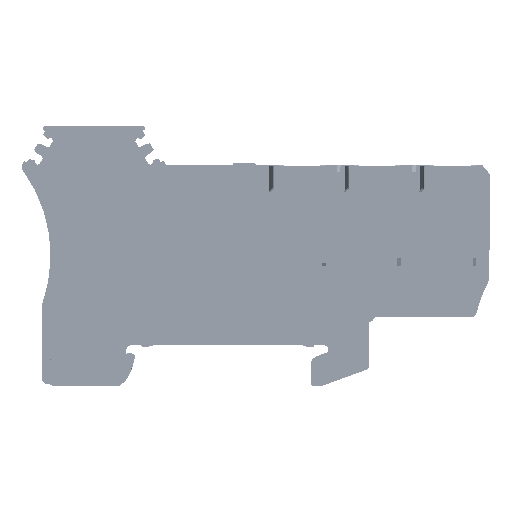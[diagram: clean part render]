
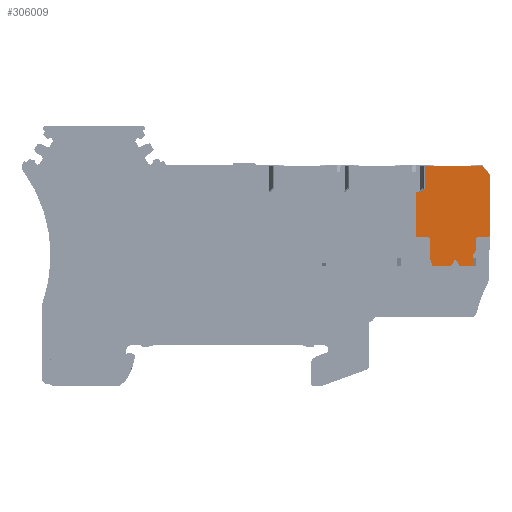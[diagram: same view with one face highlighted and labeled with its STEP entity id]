
A CAD part, left-side view. The second image highlights one B-rep face of the part: STEP entity #306009.
In plain terms, the highlighted planar face has unit normal (-1, 0, 0).
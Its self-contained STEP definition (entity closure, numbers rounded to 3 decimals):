
#303841=AXIS2_PLACEMENT_3D('Circle Axis2P3D',#303839,#303840,$) ;
#304713=AXIS2_PLACEMENT_3D('Circle Axis2P3D',#304711,#304712,$) ;
#304751=AXIS2_PLACEMENT_3D('Circle Axis2P3D',#304749,#304750,$) ;
#304782=AXIS2_PLACEMENT_3D('Circle Axis2P3D',#304780,#304781,$) ;
#304820=AXIS2_PLACEMENT_3D('Circle Axis2P3D',#304818,#304819,$) ;
#305945=AXIS2_PLACEMENT_3D('Plane Axis2P3D',#305942,#305943,#305944) ;
#305949=AXIS2_PLACEMENT_3D('Circle Axis2P3D',#305947,#305948,$) ;
#305963=AXIS2_PLACEMENT_3D('Circle Axis2P3D',#305961,#305962,$) ;
#303709=CARTESIAN_POINT('Vertex',(0.,3.,20.75)) ;
#303712=CARTESIAN_POINT('Line Origine',(0.,6.475,20.75)) ;
#303716=CARTESIAN_POINT('Vertex',(0.,9.95,20.75)) ;
#303801=CARTESIAN_POINT('Line Origine',(0.,10.2,21.45)) ;
#303805=CARTESIAN_POINT('Vertex',(0.,10.45,22.15)) ;
#303820=CARTESIAN_POINT('Line Origine',(0.,10.45,23.8)) ;
#303824=CARTESIAN_POINT('Vertex',(0.,10.45,25.45)) ;
#303839=CARTESIAN_POINT('Axis2P3D Location',(0.,10.75,25.45)) ;
#303843=CARTESIAN_POINT('Vertex',(0.,10.75,25.75)) ;
#303858=CARTESIAN_POINT('Line Origine',(0.,11.825,25.75)) ;
#303862=CARTESIAN_POINT('Vertex',(0.,12.9,25.75)) ;
#304212=CARTESIAN_POINT('Vertex',(0.,12.9,33.7)) ;
#304241=CARTESIAN_POINT('Line Origine',(0.,12.9,29.725)) ;
#304464=CARTESIAN_POINT('Vertex',(0.,11.3,38.2)) ;
#304467=CARTESIAN_POINT('Line Origine',(0.,6.47,38.2)) ;
#304471=CARTESIAN_POINT('Vertex',(0.,1.64,38.2)) ;
#304708=CARTESIAN_POINT('Vertex',(0.,1.257,38.021)) ;
#304711=CARTESIAN_POINT('Axis2P3D Location',(0.,1.64,37.7)) ;
#304727=CARTESIAN_POINT('Vertex',(0.,0.117,36.663)) ;
#304730=CARTESIAN_POINT('Line Origine',(0.,0.687,37.342)) ;
#304746=CARTESIAN_POINT('Vertex',(0.,0.,36.342)) ;
#304749=CARTESIAN_POINT('Axis2P3D Location',(0.,0.5,36.342)) ;
#304761=CARTESIAN_POINT('Line Origine',(0.,0.,31.296)) ;
#304765=CARTESIAN_POINT('Vertex',(0.,0.,26.25)) ;
#304780=CARTESIAN_POINT('Axis2P3D Location',(0.,0.5,26.25)) ;
#304784=CARTESIAN_POINT('Vertex',(0.,0.5,25.75)) ;
#304799=CARTESIAN_POINT('Line Origine',(0.,1.35,25.75)) ;
#304803=CARTESIAN_POINT('Vertex',(0.,2.2,25.75)) ;
#304818=CARTESIAN_POINT('Axis2P3D Location',(0.,2.2,25.45)) ;
#304822=CARTESIAN_POINT('Vertex',(0.,2.5,25.45)) ;
#304837=CARTESIAN_POINT('Line Origine',(0.,2.5,24.497)) ;
#304841=CARTESIAN_POINT('Vertex',(0.,2.5,23.545)) ;
#305926=CARTESIAN_POINT('Vertex',(0.,3.,22.25)) ;
#305929=CARTESIAN_POINT('Line Origine',(0.,3.,21.5)) ;
#305942=CARTESIAN_POINT('Axis2P3D Location',(0.,12.9,38.2)) ;
#305947=CARTESIAN_POINT('Axis2P3D Location',(0.,1.9,22.25)) ;
#305951=CARTESIAN_POINT('Vertex',(0.,2.853,22.8)) ;
#305954=CARTESIAN_POINT('Line Origine',(0.,2.71,23.047)) ;
#305958=CARTESIAN_POINT('Vertex',(0.,2.567,23.295)) ;
#305961=CARTESIAN_POINT('Axis2P3D Location',(0.,3.,23.545)) ;
#305966=CARTESIAN_POINT('Line Origine',(0.,11.3,36.213)) ;
#305970=CARTESIAN_POINT('Vertex',(0.,11.3,34.226)) ;
#305973=CARTESIAN_POINT('Line Origine',(0.,11.563,33.963)) ;
#305977=CARTESIAN_POINT('Vertex',(0.,11.826,33.7)) ;
#305980=CARTESIAN_POINT('Line Origine',(0.,12.363,33.7)) ;
#303713=DIRECTION('Vector Direction',(0.,1.,0.)) ;
#303802=DIRECTION('Vector Direction',(0.,-0.336,-0.942)) ;
#303821=DIRECTION('Vector Direction',(0.,0.,-1.)) ;
#303840=DIRECTION('Axis2P3D Direction',(-1.,0.,0.)) ;
#303859=DIRECTION('Vector Direction',(0.,-1.,0.)) ;
#304242=DIRECTION('Vector Direction',(0.,0.,1.)) ;
#304468=DIRECTION('Vector Direction',(0.,1.,0.)) ;
#304712=DIRECTION('Axis2P3D Direction',(-1.,0.,0.)) ;
#304731=DIRECTION('Vector Direction',(0.,0.643,0.766)) ;
#304750=DIRECTION('Axis2P3D Direction',(-1.,0.,0.)) ;
#304762=DIRECTION('Vector Direction',(0.,0.,1.)) ;
#304781=DIRECTION('Axis2P3D Direction',(-1.,0.,0.)) ;
#304800=DIRECTION('Vector Direction',(0.,1.,0.)) ;
#304819=DIRECTION('Axis2P3D Direction',(-1.,0.,0.)) ;
#304838=DIRECTION('Vector Direction',(0.,0.,1.)) ;
#305930=DIRECTION('Vector Direction',(0.,0.,-1.)) ;
#305943=DIRECTION('Axis2P3D Direction',(-1.,0.,0.)) ;
#305944=DIRECTION('Axis2P3D XDirection',(0.,0.,-1.)) ;
#305948=DIRECTION('Axis2P3D Direction',(-1.,0.,0.)) ;
#305955=DIRECTION('Vector Direction',(0.,0.5,-0.866)) ;
#305962=DIRECTION('Axis2P3D Direction',(-1.,0.,0.)) ;
#305967=DIRECTION('Vector Direction',(0.,0.,-1.)) ;
#305974=DIRECTION('Vector Direction',(0.,0.707,-0.707)) ;
#305981=DIRECTION('Vector Direction',(0.,1.,0.)) ;
#303714=VECTOR('Line Direction',#303713,1.) ;
#303803=VECTOR('Line Direction',#303802,1.) ;
#303822=VECTOR('Line Direction',#303821,1.) ;
#303860=VECTOR('Line Direction',#303859,1.) ;
#304243=VECTOR('Line Direction',#304242,1.) ;
#304469=VECTOR('Line Direction',#304468,1.) ;
#304732=VECTOR('Line Direction',#304731,1.) ;
#304763=VECTOR('Line Direction',#304762,1.) ;
#304801=VECTOR('Line Direction',#304800,1.) ;
#304839=VECTOR('Line Direction',#304838,1.) ;
#305931=VECTOR('Line Direction',#305930,1.) ;
#305956=VECTOR('Line Direction',#305955,1.) ;
#305968=VECTOR('Line Direction',#305967,1.) ;
#305975=VECTOR('Line Direction',#305974,1.) ;
#305982=VECTOR('Line Direction',#305981,1.) ;
#305986=ORIENTED_EDGE('',*,*,#303718,.T.) ;
#305987=ORIENTED_EDGE('',*,*,#305933,.T.) ;
#305988=ORIENTED_EDGE('',*,*,#305953,.F.) ;
#305989=ORIENTED_EDGE('',*,*,#305960,.F.) ;
#305990=ORIENTED_EDGE('',*,*,#305965,.T.) ;
#305991=ORIENTED_EDGE('',*,*,#304843,.T.) ;
#305992=ORIENTED_EDGE('',*,*,#304824,.F.) ;
#305993=ORIENTED_EDGE('',*,*,#304805,.F.) ;
#305994=ORIENTED_EDGE('',*,*,#304786,.T.) ;
#305995=ORIENTED_EDGE('',*,*,#304767,.T.) ;
#305996=ORIENTED_EDGE('',*,*,#304753,.T.) ;
#305997=ORIENTED_EDGE('',*,*,#304734,.T.) ;
#305998=ORIENTED_EDGE('',*,*,#304715,.T.) ;
#305999=ORIENTED_EDGE('',*,*,#304473,.T.) ;
#306000=ORIENTED_EDGE('',*,*,#305972,.F.) ;
#306001=ORIENTED_EDGE('',*,*,#305979,.T.) ;
#306002=ORIENTED_EDGE('',*,*,#305984,.T.) ;
#306003=ORIENTED_EDGE('',*,*,#304245,.T.) ;
#306004=ORIENTED_EDGE('',*,*,#303864,.F.) ;
#306005=ORIENTED_EDGE('',*,*,#303845,.F.) ;
#306006=ORIENTED_EDGE('',*,*,#303826,.F.) ;
#306007=ORIENTED_EDGE('',*,*,#303807,.F.) ;
#306009=ADVANCED_FACE('Brep With Voids',(#306008),#305946,.T.) ;
#303842=CIRCLE('generated circle',#303841,0.3) ;
#304714=CIRCLE('generated circle',#304713,0.5) ;
#304752=CIRCLE('generated circle',#304751,0.5) ;
#304783=CIRCLE('generated circle',#304782,0.5) ;
#304821=CIRCLE('generated circle',#304820,0.3) ;
#305950=CIRCLE('generated circle',#305949,1.1) ;
#305964=CIRCLE('generated circle',#305963,0.5) ;
#303718=EDGE_CURVE('',#303717,#303710,#303715,.F.) ;
#303807=EDGE_CURVE('',#303717,#303806,#303804,.F.) ;
#303826=EDGE_CURVE('',#303806,#303825,#303823,.F.) ;
#303845=EDGE_CURVE('',#303825,#303844,#303842,.T.) ;
#303864=EDGE_CURVE('',#303844,#303863,#303861,.F.) ;
#304245=EDGE_CURVE('',#304213,#303863,#304244,.F.) ;
#304473=EDGE_CURVE('',#304472,#304465,#304470,.T.) ;
#304715=EDGE_CURVE('',#304709,#304472,#304714,.T.) ;
#304734=EDGE_CURVE('',#304728,#304709,#304733,.T.) ;
#304753=EDGE_CURVE('',#304747,#304728,#304752,.T.) ;
#304767=EDGE_CURVE('',#304766,#304747,#304764,.T.) ;
#304786=EDGE_CURVE('',#304785,#304766,#304783,.T.) ;
#304805=EDGE_CURVE('',#304785,#304804,#304802,.T.) ;
#304824=EDGE_CURVE('',#304804,#304823,#304821,.T.) ;
#304843=EDGE_CURVE('',#304842,#304823,#304840,.T.) ;
#305933=EDGE_CURVE('',#303710,#305927,#305932,.F.) ;
#305953=EDGE_CURVE('',#305952,#305927,#305950,.T.) ;
#305960=EDGE_CURVE('',#305959,#305952,#305957,.T.) ;
#305965=EDGE_CURVE('',#305959,#304842,#305964,.T.) ;
#305972=EDGE_CURVE('',#305971,#304465,#305969,.F.) ;
#305979=EDGE_CURVE('',#305971,#305978,#305976,.T.) ;
#305984=EDGE_CURVE('',#305978,#304213,#305983,.T.) ;
#305985=EDGE_LOOP('',(#305986,#305987,#305988,#305989,#305990,#305991,#305992,#305993,#305994,#305995,#305996,#305997,#305998,#305999,#306000,#306001,#306002,#306003,#306004,#306005,#306006,#306007)) ;
#306008=FACE_OUTER_BOUND('',#305985,.T.) ;
#303715=LINE('Line',#303712,#303714) ;
#303804=LINE('Line',#303801,#303803) ;
#303823=LINE('Line',#303820,#303822) ;
#303861=LINE('Line',#303858,#303860) ;
#304244=LINE('Line',#304241,#304243) ;
#304470=LINE('Line',#304467,#304469) ;
#304733=LINE('Line',#304730,#304732) ;
#304764=LINE('Line',#304761,#304763) ;
#304802=LINE('Line',#304799,#304801) ;
#304840=LINE('Line',#304837,#304839) ;
#305932=LINE('Line',#305929,#305931) ;
#305957=LINE('Line',#305954,#305956) ;
#305969=LINE('Line',#305966,#305968) ;
#305976=LINE('Line',#305973,#305975) ;
#305983=LINE('Line',#305980,#305982) ;
#305946=PLANE('',#305945) ;
#303710=VERTEX_POINT('',#303709) ;
#303717=VERTEX_POINT('',#303716) ;
#303806=VERTEX_POINT('',#303805) ;
#303825=VERTEX_POINT('',#303824) ;
#303844=VERTEX_POINT('',#303843) ;
#303863=VERTEX_POINT('',#303862) ;
#304213=VERTEX_POINT('',#304212) ;
#304465=VERTEX_POINT('',#304464) ;
#304472=VERTEX_POINT('',#304471) ;
#304709=VERTEX_POINT('',#304708) ;
#304728=VERTEX_POINT('',#304727) ;
#304747=VERTEX_POINT('',#304746) ;
#304766=VERTEX_POINT('',#304765) ;
#304785=VERTEX_POINT('',#304784) ;
#304804=VERTEX_POINT('',#304803) ;
#304823=VERTEX_POINT('',#304822) ;
#304842=VERTEX_POINT('',#304841) ;
#305927=VERTEX_POINT('',#305926) ;
#305952=VERTEX_POINT('',#305951) ;
#305959=VERTEX_POINT('',#305958) ;
#305971=VERTEX_POINT('',#305970) ;
#305978=VERTEX_POINT('',#305977) ;
